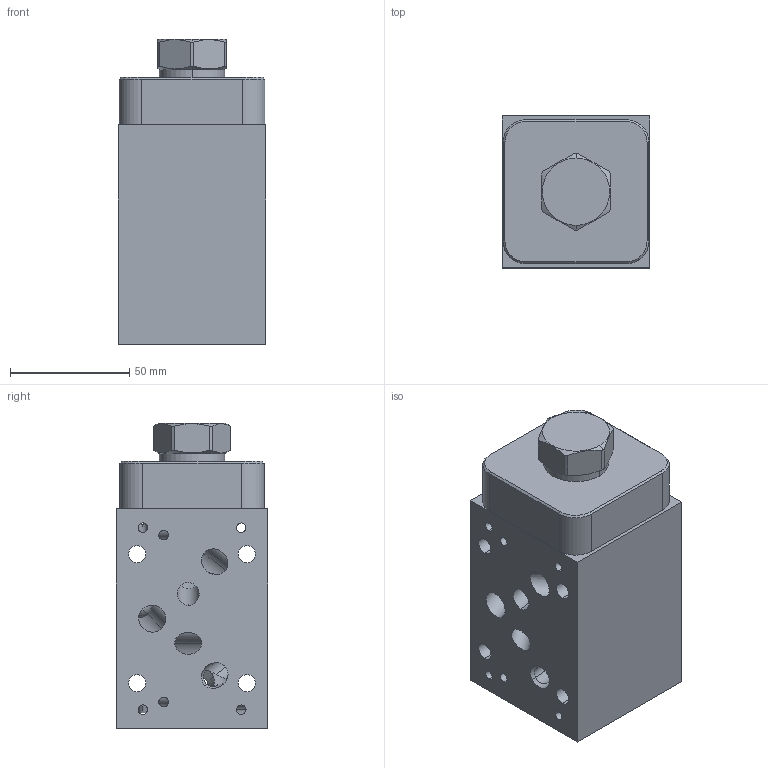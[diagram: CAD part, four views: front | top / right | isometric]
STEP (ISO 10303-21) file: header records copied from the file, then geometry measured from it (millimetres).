
FILE_DESCRIPTION((''),'2;1');
FILE_NAME('BJ2_ASM','2020-07-24T',('ProEService'),(''),'PRO/ENGINEER BY PARAMETRIC TECHNOLOGY CORPORATION, 2014200','PRO/ENGINEER BY PARAMETRIC TECHNOLOGY CORPORATION, 2014200','');
FILE_SCHEMA(('CONFIG_CONTROL_DESIGN'));
Length unit declared in the file: inch
Products named in the file (4): 150-711; 340-002; CXFAXCN; BJ2_ASM
Assembly tree (3 placements, depth 2):
  BJ2_ASM
    150-711
    340-002
    CXFAXCN
Bounding box: 61.93 x 63.5 x 127.79 mm (x, y, z)
Volume: 362640.3 mm3; surface area: 72679.2 mm2
Topology: 5 solids, 5 shells, 288 faces, 980 edges, 868 vertices
Faces by surface type: cylinder 140, plane 52, cone 44, sphere 22, torus 22, revolution 8
Entity records: 14935 total; most frequent: CARTESIAN_POINT 6724, DIRECTION 1682, ORIENTED_EDGE 1388, EDGE_CURVE 694, AXIS2_PLACEMENT_3D 578, VECTOR 518, LINE 518, VERTEX_POINT 426
